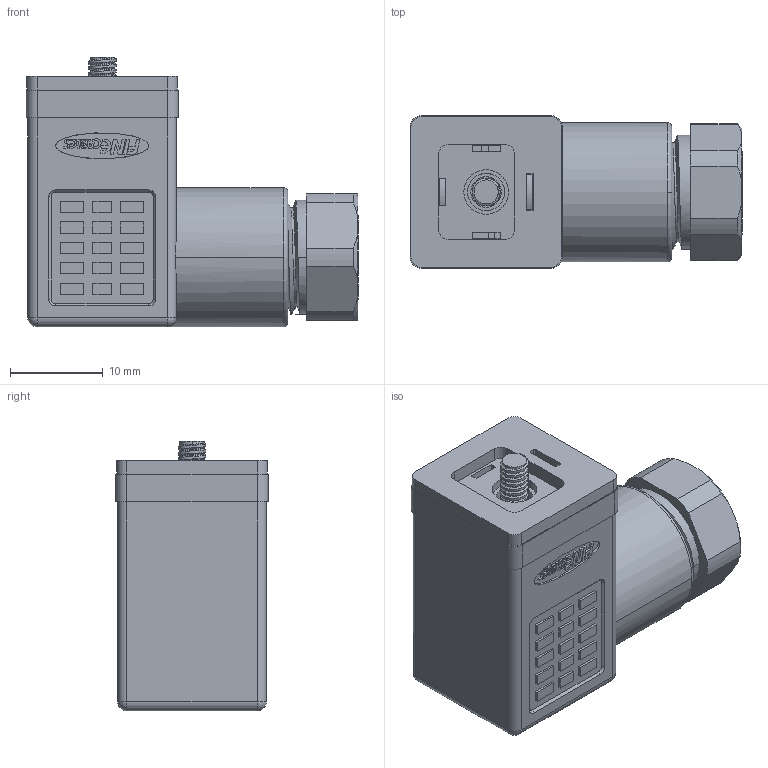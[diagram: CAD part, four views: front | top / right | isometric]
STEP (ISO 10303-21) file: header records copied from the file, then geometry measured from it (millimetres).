
FILE_DESCRIPTION (( 'STEP AP203' ), '1' );
FILE_NAME ('P440.STEP', '2020-04-16T01:43:19', ( 'edpusr' ), ( 'Microsoft' ), 'SwSTEP 2.0', 'SolidWorks 2015', '' );
FILE_SCHEMA (( 'CONFIG_CONTROL_DESIGN' ));
Length unit declared in the file: millimetre
Products named in the file (1): P440
Bounding box: 35.75 x 16.4 x 29.05 mm (x, y, z)
Volume: 9289.8 mm3; surface area: 5038.1 mm2
Topology: 3 solids, 4 shells, 894 faces, 2362 edges, 1565 vertices
Faces by surface type: plane 522, cylinder 258, bspline 85, cone 20, torus 5, sphere 4
Entity records: 34263 total; most frequent: CARTESIAN_POINT 12186, ORIENTED_EDGE 4712, DIRECTION 4311, EDGE_CURVE 2356, VECTOR 1579, LINE 1579, VERTEX_POINT 1565, AXIS2_PLACEMENT_3D 1366
